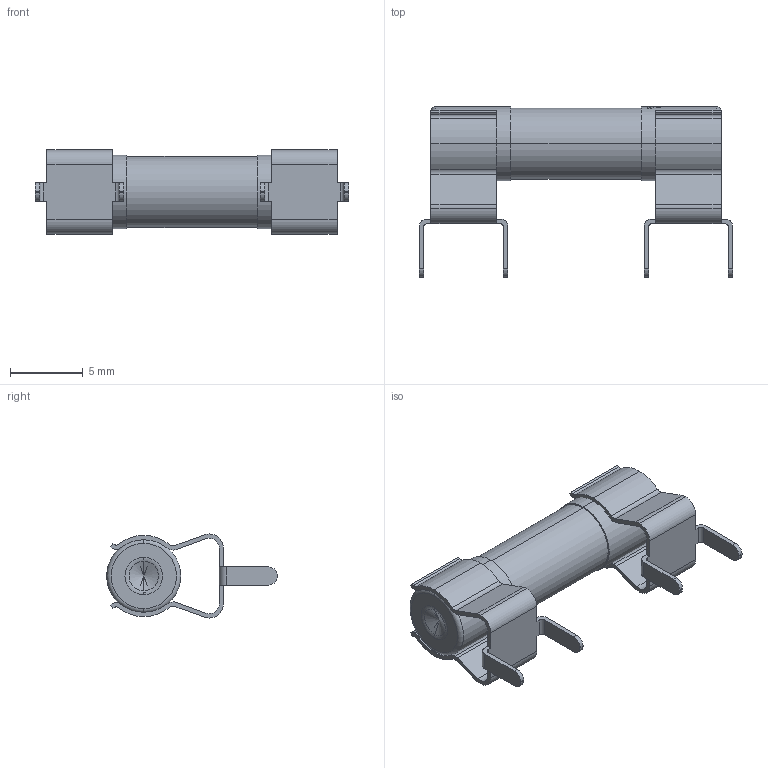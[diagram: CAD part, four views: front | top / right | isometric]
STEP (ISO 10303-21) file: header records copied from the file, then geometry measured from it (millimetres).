
FILE_DESCRIPTION (( 'STEP AP214' ), '1' );
FILE_NAME ('Fuse Holder.STEP', '2020-11-16T07:58:03', ( '' ), ( '' ), 'SwSTEP 2.0', 'SolidWorks 2016', '' );
FILE_SCHEMA (( 'AUTOMOTIVE_DESIGN' ));
Length unit declared in the file: millimetre
Products named in the file (3): Fuse Holder; Fuse Clip; 3A Fuse
Assembly tree (3 placements, depth 2):
  Fuse Holder
    Fuse Clip  x2
    3A Fuse
Bounding box: 21.6 x 11.75 x 5.8 mm (x, y, z)
Volume: 105.4 mm3; surface area: 1306.8 mm2
Topology: 6 solids, 6 shells, 167 faces, 461 edges, 307 vertices
Faces by surface type: cylinder 79, plane 62, torus 16, cone 8, bspline 2
Entity records: 3758 total; most frequent: CARTESIAN_POINT 800, DIRECTION 629, ORIENTED_EDGE 570, EDGE_CURVE 285, AXIS2_PLACEMENT_3D 252, VERTEX_POINT 195, CIRCLE 139, LINE 125
